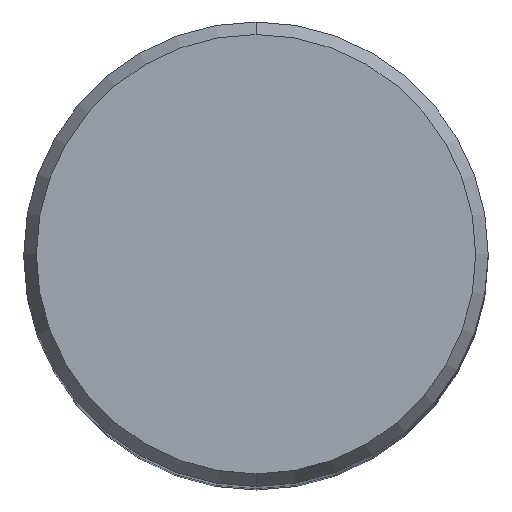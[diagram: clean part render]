
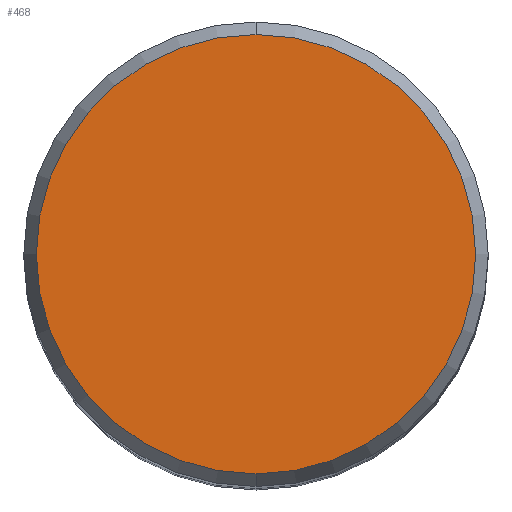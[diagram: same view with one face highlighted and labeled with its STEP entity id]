
A CAD part, top view. The second image highlights one B-rep face of the part: STEP entity #468.
In plain terms, the highlighted planar face has unit normal (0, 0, 1).
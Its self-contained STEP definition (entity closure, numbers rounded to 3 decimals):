
#214=VERTEX_POINT('',#553);
#282=VERTEX_POINT('',#628);
#364=EDGE_CURVE('',#282,#214,#719,.T.);
#388=EDGE_CURVE('',#214,#282,#745,.T.);
#468=ADVANCED_FACE('',(#832),#833,.T.);
#553=CARTESIAN_POINT('',(0.0,12.012,0.));
#628=CARTESIAN_POINT('',(0.,-12.012,0.));
#719=CIRCLE('',#1262,12.012);
#745=CIRCLE('',#1364,12.012);
#832=FACE_OUTER_BOUND('',#1640,.T.);
#833=PLANE('',#1641);
#1262=AXIS2_PLACEMENT_3D('',#1950,#1951,#1952);
#1364=AXIS2_PLACEMENT_3D('',#1987,#1988,#1989);
#1640=EDGE_LOOP('',(#2069,#2070));
#1641=AXIS2_PLACEMENT_3D('',#2071,#2072,#2073);
#1950=CARTESIAN_POINT('',(0.0,0.0,0.));
#1951=DIRECTION('',(0.0,0.0,-1.0));
#1952=DIRECTION('',(0.0,1.0,0.0));
#1987=CARTESIAN_POINT('',(0.0,0.0,0.));
#1988=DIRECTION('',(0.0,0.0,-1.0));
#1989=DIRECTION('',(0.0,1.0,0.0));
#2069=ORIENTED_EDGE('',*,*,#388,.F.);
#2070=ORIENTED_EDGE('',*,*,#364,.F.);
#2071=CARTESIAN_POINT('',(0.0,6.006,0.));
#2072=DIRECTION('',(-0.0,0.0,1.0));
#2073=DIRECTION('',(0.0,-1.0,0.0));
